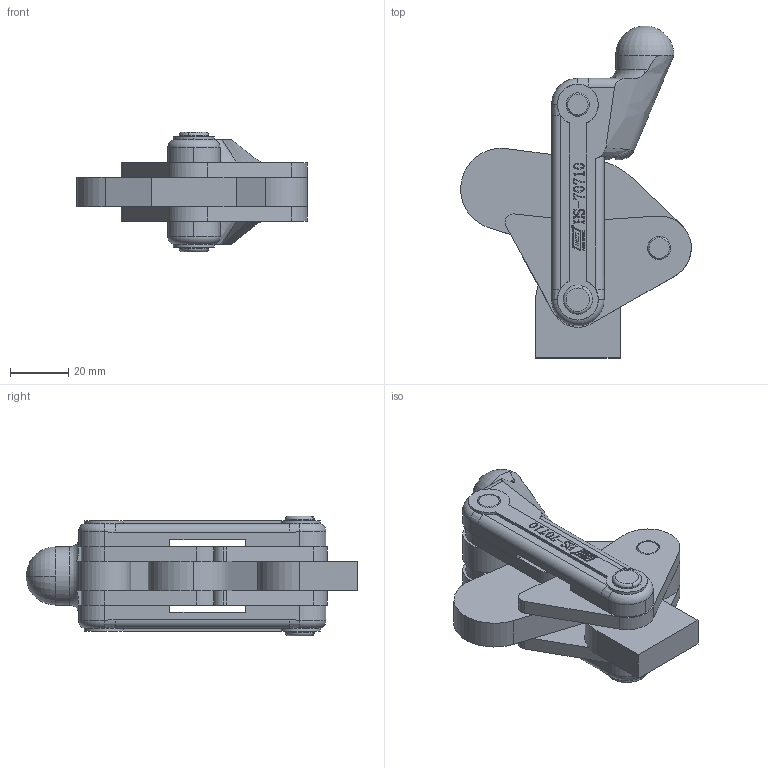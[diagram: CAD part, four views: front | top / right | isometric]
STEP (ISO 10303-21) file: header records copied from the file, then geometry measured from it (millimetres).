
FILE_DESCRIPTION (( 'STEP AP203' ), '1' );
FILE_NAME ('HS-70710 装配体.STEP', '2018-12-07T08:13:04', ( 'PCOS' ), ( '微软中国' ), 'SwSTEP 2.0', 'SolidWorks 2012', '' );
FILE_SCHEMA (( 'CONFIG_CONTROL_DESIGN' ));
Length unit declared in the file: millimetre
Products named in the file (9): HS-70710 蚾饜极; 釱; 揤旋; 种3; 种2; 种1; 忒參; 蟀裝; 菁釱
Assembly tree (10 placements, depth 2):
  HS-70710 蚾饜极
    菁釱
    蟀裝  x2
    忒參
    种1
    种2  x2
    种3
    揤旋
    釱
Bounding box: 79.17 x 114 x 41 mm (x, y, z)
Volume: 92620 mm3; surface area: 39630 mm2
Topology: 11 solids, 11 shells, 521 faces, 1382 edges, 910 vertices
Faces by surface type: plane 244, bspline 135, cylinder 117, torus 13, cone 12
Entity records: 22349 total; most frequent: CARTESIAN_POINT 9478, ORIENTED_EDGE 2678, DIRECTION 2078, EDGE_CURVE 1339, VERTEX_POINT 884, LINE 788, VECTOR 788, AXIS2_PLACEMENT_3D 645
